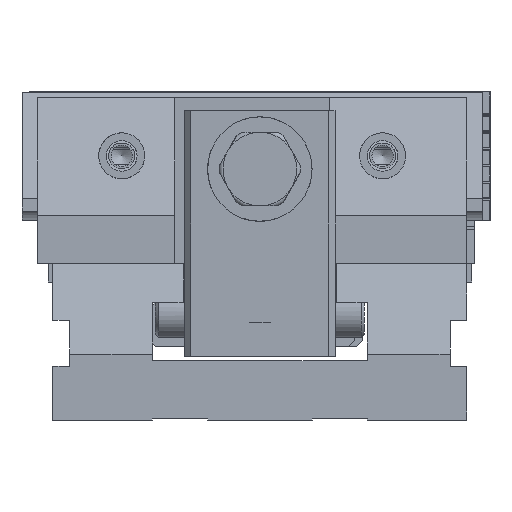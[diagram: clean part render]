
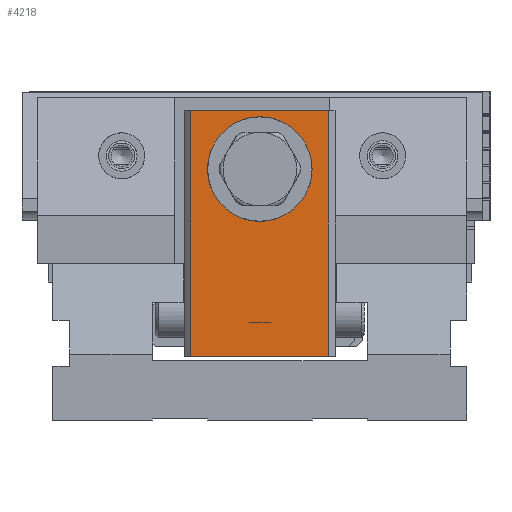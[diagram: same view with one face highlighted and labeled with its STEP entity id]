
A CAD part, left-side view. The second image highlights one B-rep face of the part: STEP entity #4218.
In plain terms, the highlighted planar face has unit normal (-1, 0, 0).
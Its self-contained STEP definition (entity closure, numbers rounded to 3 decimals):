
#386=PLANE('',#13559);
#912=LINE('',#19479,#2066);
#924=LINE('',#19508,#2078);
#925=LINE('',#19511,#2079);
#926=LINE('',#19512,#2080);
#2066=VECTOR('',#15160,1.);
#2078=VECTOR('',#15180,1.);
#2079=VECTOR('',#15181,1.);
#2080=VECTOR('',#15182,1.);
#3777=CIRCLE('',#13558,16.);
#4218=ADVANCED_FACE('',(#5242,#5243),#386,.T.);
#5242=FACE_BOUND('',#5871,.T.);
#5243=FACE_BOUND('',#5872,.T.);
#5871=EDGE_LOOP('',(#7200));
#5872=EDGE_LOOP('',(#7201,#7202,#7203,#7204));
#7200=ORIENTED_EDGE('',*,*,#11723,.T.);
#7201=ORIENTED_EDGE('',*,*,#11724,.T.);
#7202=ORIENTED_EDGE('',*,*,#11725,.T.);
#7203=ORIENTED_EDGE('',*,*,#11710,.T.);
#7204=ORIENTED_EDGE('',*,*,#11726,.T.);
#10378=VERTEX_POINT('',#19480);
#10379=VERTEX_POINT('',#19481);
#10390=VERTEX_POINT('',#19507);
#10391=VERTEX_POINT('',#19509);
#10392=VERTEX_POINT('',#19510);
#11710=EDGE_CURVE('',#10378,#10379,#912,.T.);
#11723=EDGE_CURVE('',#10390,#10390,#3777,.T.);
#11724=EDGE_CURVE('',#10391,#10392,#924,.T.);
#11725=EDGE_CURVE('',#10392,#10378,#925,.T.);
#11726=EDGE_CURVE('',#10379,#10391,#926,.T.);
#13558=AXIS2_PLACEMENT_3D('',#19506,#15178,#15179);
#13559=AXIS2_PLACEMENT_3D('',#19513,#15183,#15184);
#15160=DIRECTION('',(0.,1.,0.));
#15178=DIRECTION('',(1.,0.,0.));
#15179=DIRECTION('',(0.,0.,1.));
#15180=DIRECTION('',(0.,-1.,0.));
#15181=DIRECTION('',(0.,0.,1.));
#15182=DIRECTION('',(0.,0.,-1.));
#15183=DIRECTION('',(-1.,0.,0.));
#15184=DIRECTION('',(0.,0.,1.));
#19479=CARTESIAN_POINT('',(3.,67.5,66.8));
#19480=CARTESIAN_POINT('',(3.,45.,66.8));
#19481=CARTESIAN_POINT('',(3.,90.,66.8));
#19506=CARTESIAN_POINT('',(3.,67.5,47.8));
#19507=CARTESIAN_POINT('',(3.,67.5,63.8));
#19508=CARTESIAN_POINT('',(3.,67.5,-13.2));
#19509=CARTESIAN_POINT('',(3.,90.,-13.2));
#19510=CARTESIAN_POINT('',(3.,45.,-13.2));
#19511=CARTESIAN_POINT('',(3.,45.,-13.2));
#19512=CARTESIAN_POINT('',(3.,90.,-13.2));
#19513=CARTESIAN_POINT('',(3.,67.5,-13.2));
